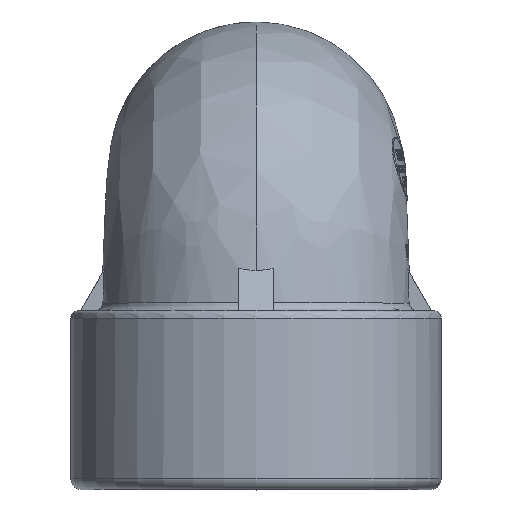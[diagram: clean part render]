
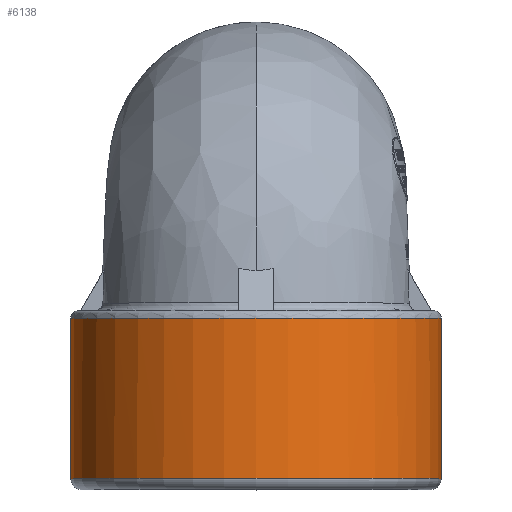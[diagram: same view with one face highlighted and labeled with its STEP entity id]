
A CAD part, top view. The second image highlights one B-rep face of the part: STEP entity #6138.
In plain terms, the highlighted cylindrical face has radius 38.1 mm (diameter 76.2 mm), a full revolution.
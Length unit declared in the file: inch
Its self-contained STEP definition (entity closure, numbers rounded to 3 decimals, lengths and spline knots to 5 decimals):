
#28=CYLINDRICAL_SURFACE($,#6518,1.5);
#38=FACE_BOUND($,#1289,.T.);
#103=CIRCLE($,#6515,1.5);
#104=CIRCLE($,#6519,1.5);
#917=FACE_OUTER_BOUND($,#1288,.T.);
#1288=EDGE_LOOP($,(#4074));
#1289=EDGE_LOOP($,(#4075,#4076));
#1740=B_SPLINE_CURVE_WITH_KNOTS($,3,(#8357,#8358,#8359,#8360,#8361),
 .UNSPECIFIED.,.F.,.F.,(4,1,4),(20.38166,21.07726,22.00473),
 .UNSPECIFIED.);
#2393=VERTEX_POINT($,#8239);
#2394=VERTEX_POINT($,#8306);
#2400=VERTEX_POINT($,#8636);
#3060=EDGE_CURVE($,#2394,#2393,#1740,.T.);
#3062=EDGE_CURVE($,#2393,#2394,#103,.T.);
#3069=EDGE_CURVE($,#2400,#2400,#104,.T.);
#4074=ORIENTED_EDGE($,*,*,#3069,.F.);
#4075=ORIENTED_EDGE($,*,*,#3060,.F.);
#4076=ORIENTED_EDGE($,*,*,#3062,.F.);
#6138=ADVANCED_FACE($,(#917,#38),#28,.T.);
#6515=AXIS2_PLACEMENT_3D($,#8365,#6762,#6763);
#6518=AXIS2_PLACEMENT_3D($,#8635,#6770,#6771);
#6519=AXIS2_PLACEMENT_3D($,#8637,#6772,#6773);
#6762=DIRECTION('center_axis',(0.,1.,0.));
#6763=DIRECTION('ref_axis',(0.,0.,1.));
#6770=DIRECTION('center_axis',(0.,1.,0.));
#6771=DIRECTION('ref_axis',(0.,0.,1.));
#6772=DIRECTION('center_axis',(0.,-1.,0.));
#6773=DIRECTION('ref_axis',(0.,0.,-1.));
#8239=CARTESIAN_POINT('',(-0.30145,-1.2125,-1.4694));
#8306=CARTESIAN_POINT('',(0.30145,-1.2125,-1.4694));
#8357=CARTESIAN_POINT('Ctrl Pts',(0.30145,-1.2125,-1.4694));
#8358=CARTESIAN_POINT('Ctrl Pts',(0.21823,-1.23495,-1.48647));
#8359=CARTESIAN_POINT('Ctrl Pts',(0.01534,-1.2663,
-1.51068));
#8360=CARTESIAN_POINT('Ctrl Pts',(-0.1905,-1.24243,
-1.49216));
#8361=CARTESIAN_POINT('Ctrl Pts',(-0.30145,-1.2125,
-1.4694));
#8365=CARTESIAN_POINT('Origin',(0.,-1.2125,0.));
#8635=CARTESIAN_POINT('Origin',(0.,-1.9,0.));
#8636=CARTESIAN_POINT('',(0.,-2.51,1.5));
#8637=CARTESIAN_POINT('Origin',(0.,-2.51,0.));
